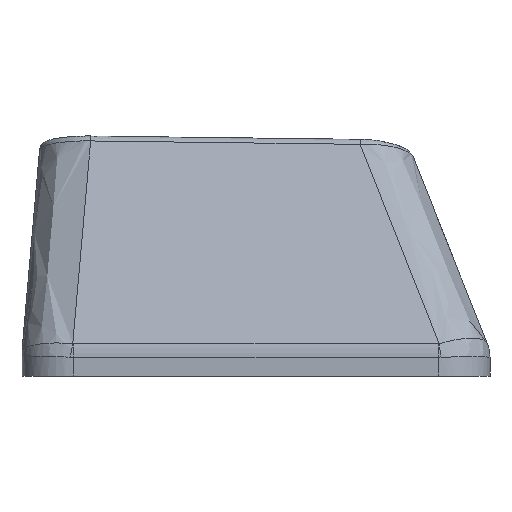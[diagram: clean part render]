
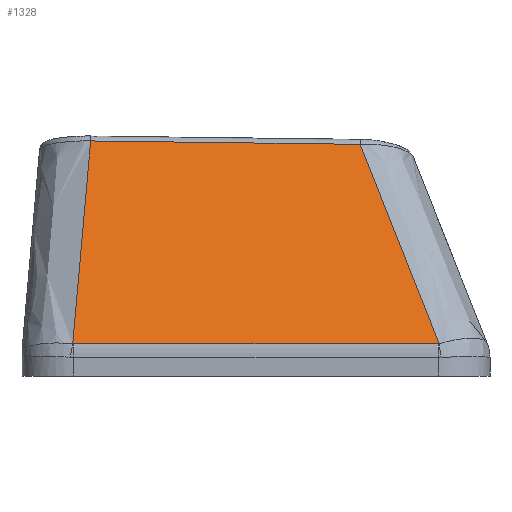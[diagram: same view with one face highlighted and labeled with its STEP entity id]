
A CAD part, left-side view. The second image highlights one B-rep face of the part: STEP entity #1328.
In plain terms, the highlighted free-form (B-spline) face has degree [3, 3] with [4, 4] control points.
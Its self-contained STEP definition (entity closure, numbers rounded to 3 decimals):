
#225=FACE_OUTER_BOUND('',#307,.T.);
#307=EDGE_LOOP('',(#936,#937,#938,#939,#940,#941));
#413=B_SPLINE_CURVE_WITH_KNOTS('',3,(#2275,#2276,#2277,#2278),
 .UNSPECIFIED.,.F.,.F.,(4,4),(0.,0.003),.UNSPECIFIED.);
#415=B_SPLINE_CURVE_WITH_KNOTS('',3,(#2302,#2303,#2304,#2305),
 .UNSPECIFIED.,.F.,.F.,(4,4),(0.,1.416),.UNSPECIFIED.);
#417=B_SPLINE_CURVE_WITH_KNOTS('',3,(#2329,#2330,#2331,#2332),
 .UNSPECIFIED.,.F.,.F.,(4,4),(0.,0.003),.UNSPECIFIED.);
#420=B_SPLINE_CURVE_WITH_KNOTS('',3,(#2428,#2429,#2430,#2431),
 .UNSPECIFIED.,.F.,.F.,(4,4),(0.032,0.914),
 .UNSPECIFIED.);
#421=B_SPLINE_CURVE_WITH_KNOTS('',3,(#2433,#2434,#2435,#2436),
 .UNSPECIFIED.,.F.,.F.,(4,4),(-1.046,0.),
 .UNSPECIFIED.);
#422=B_SPLINE_CURVE_WITH_KNOTS('',3,(#2437,#2438,#2439,#2440),
 .UNSPECIFIED.,.F.,.F.,(4,4),(-0.869,-0.026),
 .UNSPECIFIED.);
#531=VERTEX_POINT('',#2234);
#533=VERTEX_POINT('',#2273);
#535=VERTEX_POINT('',#2300);
#537=VERTEX_POINT('',#2327);
#544=VERTEX_POINT('',#2427);
#545=VERTEX_POINT('',#2432);
#681=EDGE_CURVE('',#533,#531,#413,.T.);
#684=EDGE_CURVE('',#535,#533,#415,.T.);
#687=EDGE_CURVE('',#537,#535,#417,.T.);
#699=EDGE_CURVE('',#544,#537,#420,.T.);
#700=EDGE_CURVE('',#545,#544,#421,.T.);
#701=EDGE_CURVE('',#531,#545,#422,.T.);
#936=ORIENTED_EDGE('',*,*,#681,.F.);
#937=ORIENTED_EDGE('',*,*,#684,.F.);
#938=ORIENTED_EDGE('',*,*,#687,.F.);
#939=ORIENTED_EDGE('',*,*,#699,.F.);
#940=ORIENTED_EDGE('',*,*,#700,.F.);
#941=ORIENTED_EDGE('',*,*,#701,.F.);
#1279=B_SPLINE_SURFACE_WITH_KNOTS('',3,3,((#2411,#2412,#2413,#2414),(#2415,
#2416,#2417,#2418),(#2419,#2420,#2421,#2422),(#2423,#2424,#2425,#2426)),
 .UNSPECIFIED.,.F.,.F.,.F.,(4,4),(4,4),(0.104,0.892),
(0.029,0.97),.UNSPECIFIED.);
#1328=ADVANCED_FACE('',(#225),#1279,.T.);
#2234=CARTESIAN_POINT('',(-8.986,7.111,0.255));
#2273=CARTESIAN_POINT('',(-8.987,7.08,0.253));
#2275=CARTESIAN_POINT('Ctrl Pts',(-8.987,7.08,0.253));
#2276=CARTESIAN_POINT('Ctrl Pts',(-8.987,7.091,0.253));
#2277=CARTESIAN_POINT('Ctrl Pts',(-8.986,7.101,0.254));
#2278=CARTESIAN_POINT('Ctrl Pts',(-8.986,7.111,0.255));
#2300=CARTESIAN_POINT('',(-8.984,-7.081,0.255));
#2302=CARTESIAN_POINT('Ctrl Pts',(-8.984,-7.081,0.255));
#2303=CARTESIAN_POINT('Ctrl Pts',(-8.985,-2.36,0.255));
#2304=CARTESIAN_POINT('Ctrl Pts',(-8.986,2.36,0.254));
#2305=CARTESIAN_POINT('Ctrl Pts',(-8.987,7.08,0.253));
#2327=CARTESIAN_POINT('',(-8.984,-7.106,0.257));
#2329=CARTESIAN_POINT('Ctrl Pts',(-8.984,-7.106,0.257));
#2330=CARTESIAN_POINT('Ctrl Pts',(-8.984,-7.098,0.256));
#2331=CARTESIAN_POINT('Ctrl Pts',(-8.984,-7.089,0.255));
#2332=CARTESIAN_POINT('Ctrl Pts',(-8.984,-7.081,0.255));
#2411=CARTESIAN_POINT('Ctrl Pts',(-6.06,-4.418,8.028));
#2412=CARTESIAN_POINT('Ctrl Pts',(-7.036,-5.315,5.435));
#2413=CARTESIAN_POINT('Ctrl Pts',(-8.011,-6.212,2.843));
#2414=CARTESIAN_POINT('Ctrl Pts',(-8.987,-7.109,0.25));
#2415=CARTESIAN_POINT('Ctrl Pts',(-6.06,-0.669,
8.062));
#2416=CARTESIAN_POINT('Ctrl Pts',(-7.036,-1.236,5.458));
#2417=CARTESIAN_POINT('Ctrl Pts',(-8.011,-1.802,2.854));
#2418=CARTESIAN_POINT('Ctrl Pts',(-8.987,-2.369,0.251));
#2419=CARTESIAN_POINT('Ctrl Pts',(-6.06,3.08,8.095));
#2420=CARTESIAN_POINT('Ctrl Pts',(-7.036,2.844,5.481));
#2421=CARTESIAN_POINT('Ctrl Pts',(-8.011,2.607,2.866));
#2422=CARTESIAN_POINT('Ctrl Pts',(-8.987,2.371,0.252));
#2423=CARTESIAN_POINT('Ctrl Pts',(-6.06,6.828,8.128));
#2424=CARTESIAN_POINT('Ctrl Pts',(-7.036,6.923,5.503));
#2425=CARTESIAN_POINT('Ctrl Pts',(-8.011,7.017,2.878));
#2426=CARTESIAN_POINT('Ctrl Pts',(-8.987,7.111,0.253));
#2427=CARTESIAN_POINT('',(-6.075,-4.042,7.993));
#2428=CARTESIAN_POINT('Ctrl Pts',(-6.075,-4.042,7.993));
#2429=CARTESIAN_POINT('Ctrl Pts',(-7.044,-5.063,5.414));
#2430=CARTESIAN_POINT('Ctrl Pts',(-8.014,-6.085,2.836));
#2431=CARTESIAN_POINT('Ctrl Pts',(-8.984,-7.106,0.257));
#2432=CARTESIAN_POINT('',(-6.06,6.417,8.125));
#2433=CARTESIAN_POINT('Ctrl Pts',(-6.06,6.417,8.125));
#2434=CARTESIAN_POINT('Ctrl Pts',(-6.065,2.93,8.081));
#2435=CARTESIAN_POINT('Ctrl Pts',(-6.07,-0.556,8.038));
#2436=CARTESIAN_POINT('Ctrl Pts',(-6.075,-4.042,7.993));
#2437=CARTESIAN_POINT('Ctrl Pts',(-8.986,7.111,0.255));
#2438=CARTESIAN_POINT('Ctrl Pts',(-8.011,6.88,2.879));
#2439=CARTESIAN_POINT('Ctrl Pts',(-7.036,6.649,5.502));
#2440=CARTESIAN_POINT('Ctrl Pts',(-6.06,6.417,8.125));
